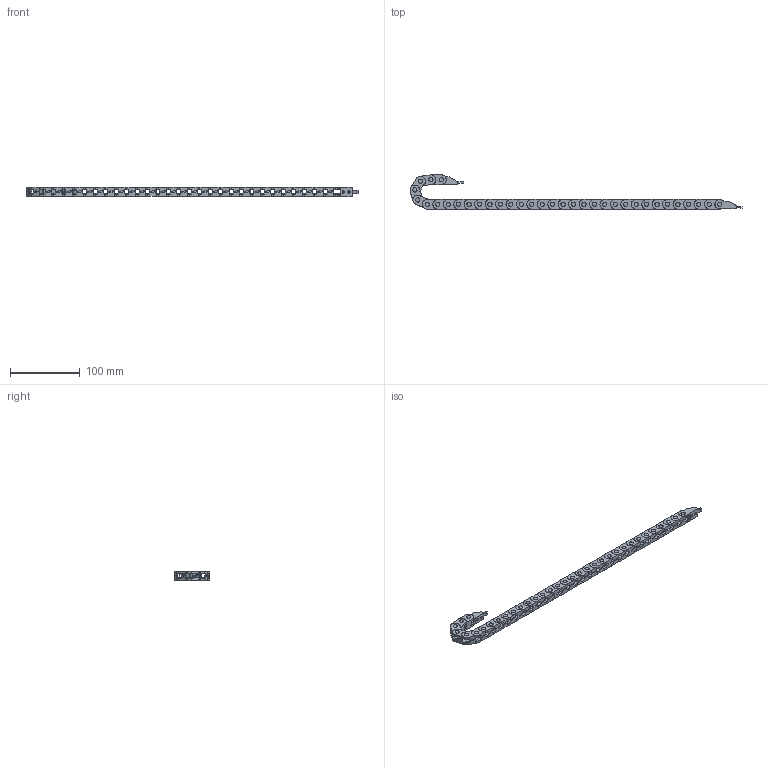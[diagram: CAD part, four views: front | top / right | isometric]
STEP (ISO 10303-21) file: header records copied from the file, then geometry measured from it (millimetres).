
FILE_DESCRIPTION (( 'STEP AP214' ), '1' );
FILE_NAME ('CDC-04X02R07T.STEP', '2024-12-05T18:39:10', ( '' ), ( '' ), 'SwSTEP 2.0', 'SolidWorks 2024', '' );
FILE_SCHEMA (( 'AUTOMOTIVE_DESIGN' ));
Length unit declared in the file: inch
Products named in the file (1): CDC-04X02R07T
Bounding box: 476.84 x 49.31 x 13.7 mm (x, y, z)
Volume: 53177.5 mm3; surface area: 76007.7 mm2
Topology: 35 solids, 35 shells, 2373 faces, 6697 edges, 4462 vertices
Faces by surface type: plane 1607, cylinder 762, cone 4
Full cylindrical faces by diameter (mm): 3.2 x4, 6 x68, 6.15 x66, 6.2 x2
Entity records: 77040 total; most frequent: CARTESIAN_POINT 13587, DIRECTION 13239, ORIENTED_EDGE 13106, EDGE_CURVE 6553, VECTOR 4483, LINE 4483, VERTEX_POINT 4462, AXIS2_PLACEMENT_3D 4378
